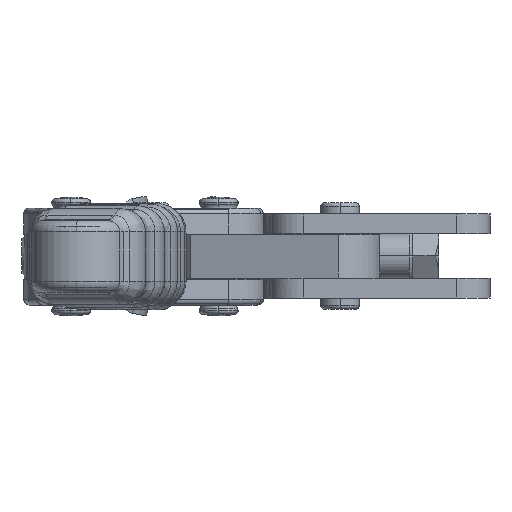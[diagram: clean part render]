
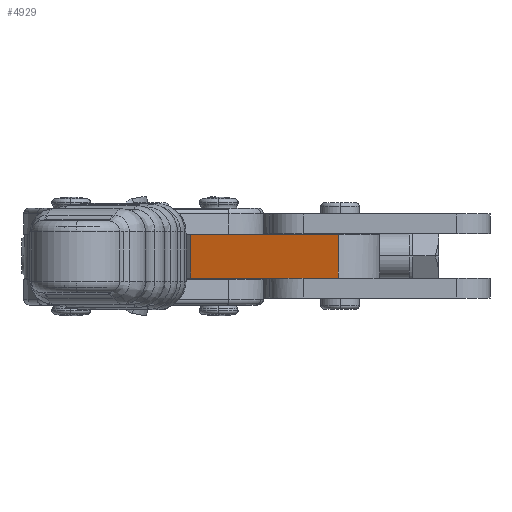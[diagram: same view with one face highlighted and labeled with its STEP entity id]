
A CAD part, left-side view. The second image highlights one B-rep face of the part: STEP entity #4929.
In plain terms, the highlighted planar face has unit normal (-0.952, 0.305, 0).
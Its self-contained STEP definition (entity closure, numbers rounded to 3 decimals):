
#4887=AXIS2_PLACEMENT_3D('Plane Axis2P3D',#4884,#4885,#4886) ;
#2151=CARTESIAN_POINT('Vertex',(-30.593,11.579,3.6)) ;
#2154=CARTESIAN_POINT('Line Origine',(-28.128,19.275,3.6)) ;
#2158=CARTESIAN_POINT('Vertex',(-25.664,26.971,3.6)) ;
#2670=CARTESIAN_POINT('Line Origine',(-30.706,11.225,11.538)) ;
#2674=CARTESIAN_POINT('Vertex',(-34.186,0.356,11.538)) ;
#2676=CARTESIAN_POINT('Vertex',(-27.226,22.094,11.538)) ;
#4884=CARTESIAN_POINT('Axis2P3D Location',(-34.186,0.356,7.569)) ;
#4889=CARTESIAN_POINT('Line Origine',(-26.445,24.532,11.538)) ;
#4893=CARTESIAN_POINT('Vertex',(-25.664,26.971,11.538)) ;
#4896=CARTESIAN_POINT('Line Origine',(-25.664,26.971,7.569)) ;
#4901=CARTESIAN_POINT('Line Origine',(-31.846,7.663,3.6)) ;
#4905=CARTESIAN_POINT('Vertex',(-33.1,3.748,3.6)) ;
#4908=CARTESIAN_POINT('Line Origine',(-33.643,2.052,3.6)) ;
#4912=CARTESIAN_POINT('Vertex',(-34.186,0.356,3.6)) ;
#4915=CARTESIAN_POINT('Line Origine',(-34.186,0.356,7.569)) ;
#2155=DIRECTION('Vector Direction',(-0.305,-0.952,0.)) ;
#2671=DIRECTION('Vector Direction',(0.305,0.952,0.)) ;
#4885=DIRECTION('Axis2P3D Direction',(-0.952,0.305,0.)) ;
#4886=DIRECTION('Axis2P3D XDirection',(0.,0.,-1.)) ;
#4890=DIRECTION('Vector Direction',(0.305,0.952,0.)) ;
#4897=DIRECTION('Vector Direction',(0.,0.,1.)) ;
#4902=DIRECTION('Vector Direction',(-0.305,-0.952,0.)) ;
#4909=DIRECTION('Vector Direction',(-0.305,-0.952,0.)) ;
#4916=DIRECTION('Vector Direction',(0.,0.,1.)) ;
#2156=VECTOR('Line Direction',#2155,1.) ;
#2672=VECTOR('Line Direction',#2671,1.) ;
#4891=VECTOR('Line Direction',#4890,1.) ;
#4898=VECTOR('Line Direction',#4897,1.) ;
#4903=VECTOR('Line Direction',#4902,1.) ;
#4910=VECTOR('Line Direction',#4909,1.) ;
#4917=VECTOR('Line Direction',#4916,1.) ;
#4921=ORIENTED_EDGE('',*,*,#2678,.T.) ;
#4922=ORIENTED_EDGE('',*,*,#4895,.T.) ;
#4923=ORIENTED_EDGE('',*,*,#4900,.F.) ;
#4924=ORIENTED_EDGE('',*,*,#2160,.T.) ;
#4925=ORIENTED_EDGE('',*,*,#4907,.T.) ;
#4926=ORIENTED_EDGE('',*,*,#4914,.T.) ;
#4927=ORIENTED_EDGE('',*,*,#4919,.T.) ;
#4929=ADVANCED_FACE('HORIZONTALSPANNER_TS_H_255_U_357873',(#4928),#4888,.T.) ;
#2160=EDGE_CURVE('',#2159,#2152,#2157,.T.) ;
#2678=EDGE_CURVE('',#2675,#2677,#2673,.T.) ;
#4895=EDGE_CURVE('',#2677,#4894,#4892,.T.) ;
#4900=EDGE_CURVE('',#2159,#4894,#4899,.T.) ;
#4907=EDGE_CURVE('',#2152,#4906,#4904,.T.) ;
#4914=EDGE_CURVE('',#4906,#4913,#4911,.T.) ;
#4919=EDGE_CURVE('',#4913,#2675,#4918,.T.) ;
#4920=EDGE_LOOP('',(#4921,#4922,#4923,#4924,#4925,#4926,#4927)) ;
#4928=FACE_OUTER_BOUND('',#4920,.T.) ;
#2157=LINE('Line',#2154,#2156) ;
#2673=LINE('Line',#2670,#2672) ;
#4892=LINE('Line',#4889,#4891) ;
#4899=LINE('Line',#4896,#4898) ;
#4904=LINE('Line',#4901,#4903) ;
#4911=LINE('Line',#4908,#4910) ;
#4918=LINE('Line',#4915,#4917) ;
#4888=PLANE('Plane',#4887) ;
#2152=VERTEX_POINT('',#2151) ;
#2159=VERTEX_POINT('',#2158) ;
#2675=VERTEX_POINT('',#2674) ;
#2677=VERTEX_POINT('',#2676) ;
#4894=VERTEX_POINT('',#4893) ;
#4906=VERTEX_POINT('',#4905) ;
#4913=VERTEX_POINT('',#4912) ;
